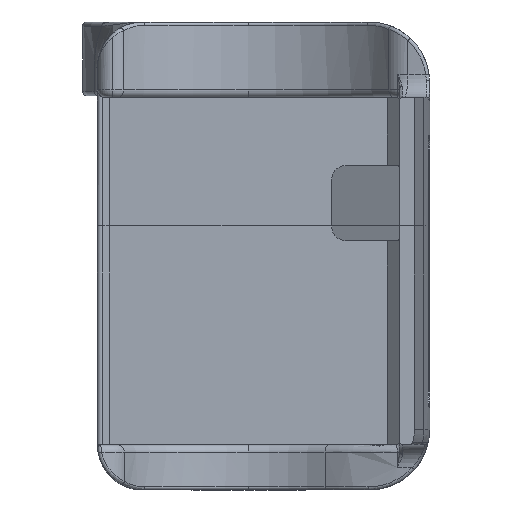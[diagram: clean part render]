
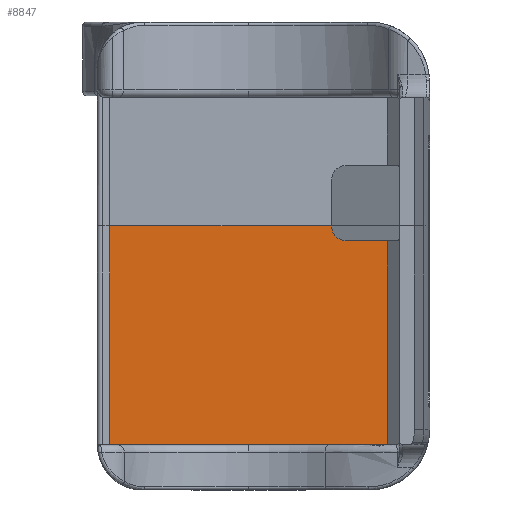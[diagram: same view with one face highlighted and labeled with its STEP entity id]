
A CAD part, left-side view. The second image highlights one B-rep face of the part: STEP entity #8847.
In plain terms, the highlighted planar face has unit normal (-1, 0, 0).
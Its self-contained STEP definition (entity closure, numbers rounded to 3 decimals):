
#36 = ORIENTED_EDGE ( 'NONE', *, *, #7510, .F. ) ;
#239 = VERTEX_POINT ( 'NONE', #9414 ) ;
#546 = DIRECTION ( 'NONE',  ( 0., 1., 0. ) ) ;
#548 = ORIENTED_EDGE ( 'NONE', *, *, #1980, .T. ) ;
#705 = EDGE_CURVE ( 'NONE', #6382, #5169, #11813, .T. ) ;
#738 = CARTESIAN_POINT ( 'NONE',  ( 24.5, -9.2, 40.5 ) ) ;
#739 = VECTOR ( 'NONE', #4119, 1000. ) ;
#845 = AXIS2_PLACEMENT_3D ( 'NONE', #11100, #9052, #8837 ) ;
#1263 = EDGE_CURVE ( 'NONE', #7692, #6382, #4067, .T. ) ;
#1381 = DIRECTION ( 'NONE',  ( 0., 0., 1. ) ) ;
#1980 = EDGE_CURVE ( 'NONE', #10347, #5169, #10082, .T. ) ;
#2045 = DIRECTION ( 'NONE',  ( 0., -1., 0. ) ) ;
#2585 = CARTESIAN_POINT ( 'NONE',  ( 24.5, -9.2, 17.5 ) ) ;
#3308 = ORIENTED_EDGE ( 'NONE', *, *, #10850, .F. ) ;
#3329 = CARTESIAN_POINT ( 'NONE',  ( 24.5, -9.2, 40.5 ) ) ;
#3650 = ORIENTED_EDGE ( 'NONE', *, *, #705, .F. ) ;
#3725 = AXIS2_PLACEMENT_3D ( 'NONE', #3329, #10794, #1381 ) ;
#3870 = CARTESIAN_POINT ( 'NONE',  ( 24.5, 9.2, 32. ) ) ;
#4067 = LINE ( 'NONE', #738, #8419 ) ;
#4119 = DIRECTION ( 'NONE',  ( 0., 0., -1. ) ) ;
#4411 = VECTOR ( 'NONE', #5767, 1000. ) ;
#5169 = VERTEX_POINT ( 'NONE', #10862 ) ;
#5563 = CARTESIAN_POINT ( 'NONE',  ( 24.5, -6.5, 31. ) ) ;
#5767 = DIRECTION ( 'NONE',  ( 0., 1., 0. ) ) ;
#6382 = VERTEX_POINT ( 'NONE', #12207 ) ;
#6452 = VERTEX_POINT ( 'NONE', #5563 ) ;
#6798 = CIRCLE ( 'NONE', #845, 1. ) ;
#7075 = DIRECTION ( 'NONE',  ( 0., 0., -1. ) ) ;
#7122 = CARTESIAN_POINT ( 'NONE',  ( 24.5, -9.2, 31. ) ) ;
#7510 = EDGE_CURVE ( 'NONE', #10347, #239, #12462, .T. ) ;
#7526 = VECTOR ( 'NONE', #546, 1000. ) ;
#7692 = VERTEX_POINT ( 'NONE', #7122 ) ;
#8096 = CARTESIAN_POINT ( 'NONE',  ( 24.5, 9.2, 40.5 ) ) ;
#8419 = VECTOR ( 'NONE', #7075, 1000. ) ;
#8837 = DIRECTION ( 'NONE',  ( 0., 0., 1. ) ) ;
#8847 = ADVANCED_FACE ( 'NONE', ( #10726 ), #12706, .F. ) ;
#8908 = LINE ( 'NONE', #9859, #4411 ) ;
#9052 = DIRECTION ( 'NONE',  ( -1., 0., 0. ) ) ;
#9068 = ORIENTED_EDGE ( 'NONE', *, *, #11841, .T. ) ;
#9388 = EDGE_LOOP ( 'NONE', ( #548, #3650, #11264, #9068, #3308, #36 ) ) ;
#9414 = CARTESIAN_POINT ( 'NONE',  ( 24.5, -5.5, 32. ) ) ;
#9859 = CARTESIAN_POINT ( 'NONE',  ( 24.5, -9.2, 31. ) ) ;
#10082 = LINE ( 'NONE', #8096, #739 ) ;
#10347 = VERTEX_POINT ( 'NONE', #3870 ) ;
#10726 = FACE_OUTER_BOUND ( 'NONE', #9388, .T. ) ;
#10794 = DIRECTION ( 'NONE',  ( 1., 0., 0. ) ) ;
#10850 = EDGE_CURVE ( 'NONE', #239, #6452, #6798, .T. ) ;
#10862 = CARTESIAN_POINT ( 'NONE',  ( 24.5, 9.2, 17.5 ) ) ;
#11100 = CARTESIAN_POINT ( 'NONE',  ( 24.5, -6.5, 32. ) ) ;
#11264 = ORIENTED_EDGE ( 'NONE', *, *, #1263, .F. ) ;
#11447 = CARTESIAN_POINT ( 'NONE',  ( 24.5, -9.2, 32. ) ) ;
#11813 = LINE ( 'NONE', #2585, #7526 ) ;
#11841 = EDGE_CURVE ( 'NONE', #7692, #6452, #8908, .T. ) ;
#12207 = CARTESIAN_POINT ( 'NONE',  ( 24.5, -9.2, 17.5 ) ) ;
#12462 = LINE ( 'NONE', #11447, #12880 ) ;
#12706 = PLANE ( 'NONE',  #3725 ) ;
#12880 = VECTOR ( 'NONE', #2045, 1000. ) ;
